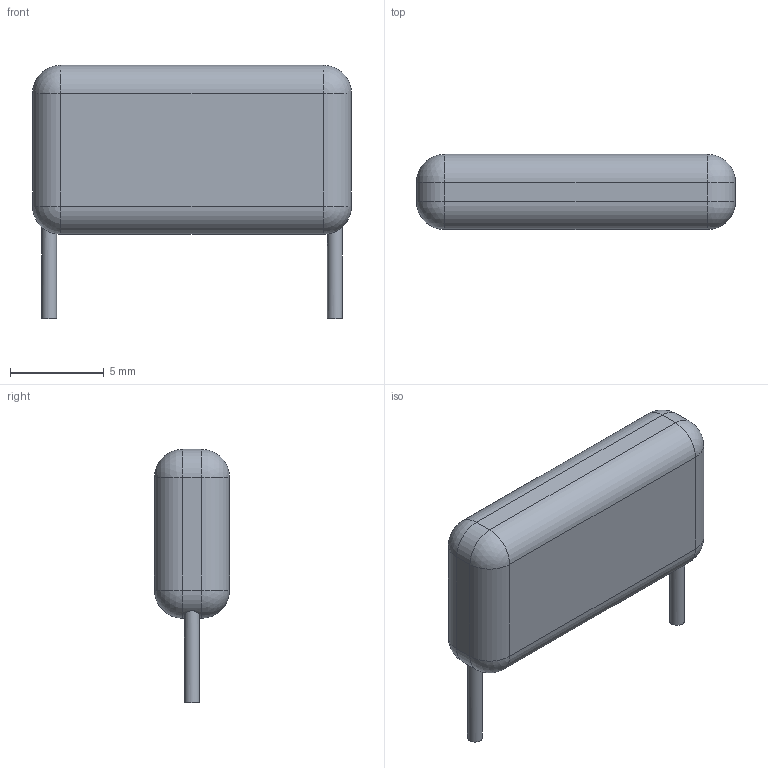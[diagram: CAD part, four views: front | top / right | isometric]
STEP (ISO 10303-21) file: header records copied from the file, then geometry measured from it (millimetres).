
FILE_DESCRIPTION(('FreeCAD Model'),'2;1');
FILE_NAME('Open CASCADE Shape Model','2022-03-15T16:53:35',('Author'),( ''),'Open CASCADE STEP processor 7.4','FreeCAD','Unknown');
FILE_SCHEMA(('AUTOMOTIVE_DESIGN { 1 0 10303 214 1 1 1 1 }'));
Length unit declared in the file: millimetre
Products named in the file (1): Fusion001
Bounding box: 17 x 4 x 13.5 mm (x, y, z)
Volume: 563.3 mm3; surface area: 457.6 mm2
Topology: 1 solids, 1 shells, 30 faces, 62 edges, 28 vertices
Faces by surface type: cylinder 14, plane 8, sphere 8
Full cylindrical faces by diameter (mm): 0.8 x2
Entity records: 1808 total; most frequent: CARTESIAN_POINT 643, DIRECTION 211, ORIENTED_EDGE 108, PCURVE 108, DEFINITIONAL_REPRESENTATION 108, LINE 96, VECTOR 96, AXIS2_PLACEMENT_3D 57
